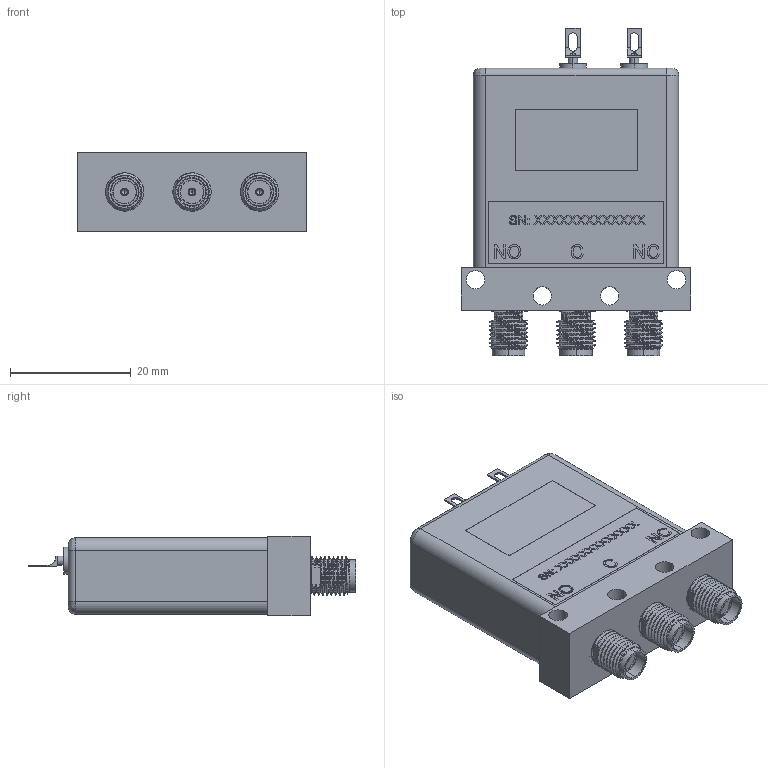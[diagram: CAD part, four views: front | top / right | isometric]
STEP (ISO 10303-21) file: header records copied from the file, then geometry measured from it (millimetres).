
FILE_DESCRIPTION (( 'STEP AP214' ), '1' );
FILE_NAME ('FMSW6543_3D.step', '2023-02-16T17:48:46', ( '' ), ( '' ), 'SwSTEP 2.0', 'SolidWorks 2022', '' );
FILE_SCHEMA (( 'AUTOMOTIVE_DESIGN' ));
Length unit declared in the file: inch
Products named in the file (6): LABEL ILS-100-02; R040691-e360_-03_4; FMSW6543_3D; A12021Y01-e360_-002; R08121-e360 - ½Æ»s_-001; A12029003-e360_2
Assembly tree (8 placements, depth 2):
  FMSW6543_3D
    A12021Y01-e360_-002
    A12029003-e360_2  x3
    R040691-e360_-03_4  x2
    R08121-e360 - ½Æ»s_-001
    LABEL ILS-100-02
Bounding box: 38.1 x 54.24 x 13.21 mm (x, y, z)
Volume: 5177.2 mm3; surface area: 11494 mm2
Topology: 5 solids, 20 shells, 804 faces, 2106 edges, 1369 vertices
Faces by surface type: plane 364, cylinder 231, bspline 161, cone 48
Entity records: 33242 total; most frequent: CARTESIAN_POINT 15708, ORIENTED_EDGE 2945, DIRECTION 2310, EDGE_CURVE 1475, VERTEX_POINT 969, LINE 964, VECTOR 964, AXIS2_PLACEMENT_3D 673
